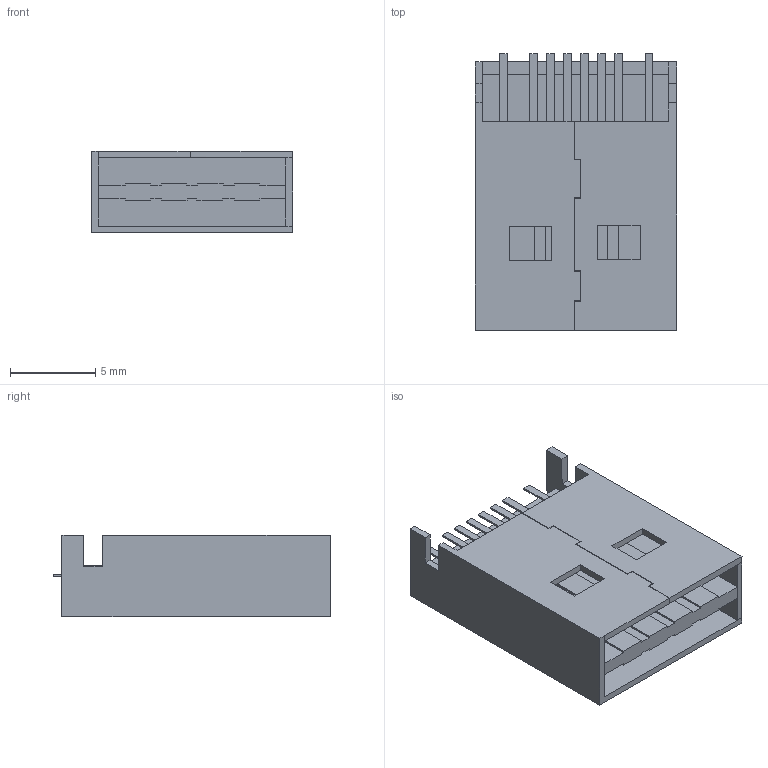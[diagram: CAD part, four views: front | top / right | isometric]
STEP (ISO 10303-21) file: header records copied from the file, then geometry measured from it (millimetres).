
FILE_DESCRIPTION (( 'STEP AP214' ), '1' );
FILE_NAME ('USBAM_SINGLE_8PINS.STEP', '2022-07-16T12:34:34', ( '' ), ( '' ), 'SwSTEP 2.0', 'SolidWorks 2020', '' );
FILE_SCHEMA (( 'AUTOMOTIVE_DESIGN' ));
Length unit declared in the file: millimetre
Products named in the file (1): USBAM_SINGLE_8PINS
Bounding box: 11.8 x 16.25 x 4.8 mm (x, y, z)
Volume: 432.3 mm3; surface area: 1172.8 mm2
Topology: 1 solids, 1 shells, 156 faces, 434 edges, 282 vertices
Faces by surface type: plane 156
Entity records: 6135 total; most frequent: CARTESIAN_POINT 879, ORIENTED_EDGE 868, DIRECTION 746, EDGE_CURVE 434, LINE 432, VECTOR 432, VERTEX_POINT 282, EDGE_LOOP 166
